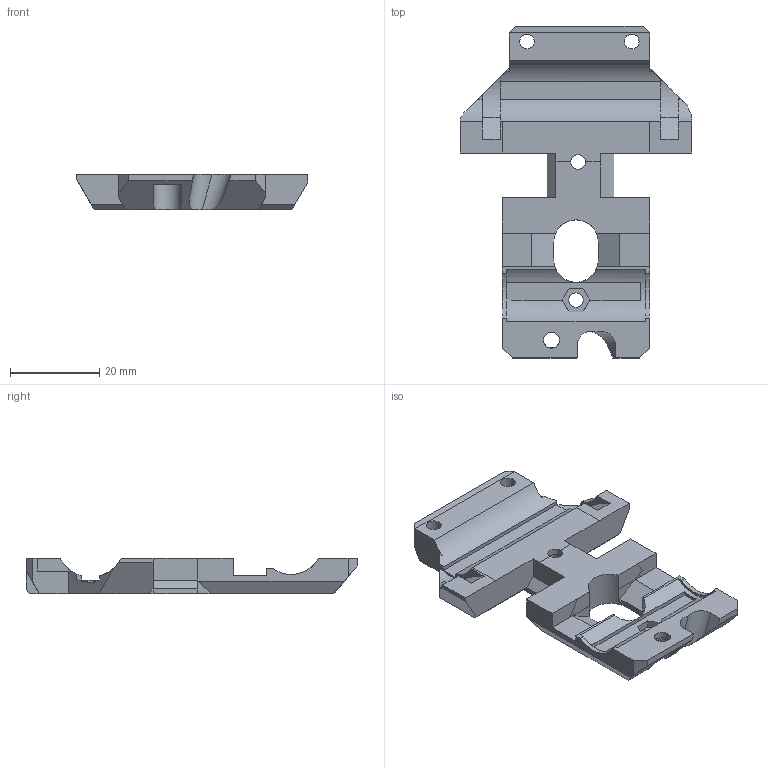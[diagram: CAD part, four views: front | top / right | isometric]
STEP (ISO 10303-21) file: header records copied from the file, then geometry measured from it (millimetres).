
FILE_DESCRIPTION(/* description */ (''),/* implementation_level */ '2;1');
FILE_NAME(/* name */ 'MB-Z10.x-axis.MK3S-x-carriage-back-R7(Mirror).step',/* time_stamp */ '2023-03-27T17:12:27+02:00',/* author */ (''),/* organization */ (''),/* preprocessor_version */ 'ST-DEVELOPER v19.2',/* originating_system */ 'Autodesk Translation Framework v11.17.0.187',/* authorisation */ '');
FILE_SCHEMA (('AUTOMOTIVE_DESIGN { 1 0 10303 214 3 1 1 }'));
Length unit declared in the file: millimetre
Products named in the file (1): MK3S-x-carriage-back-R7(Mirror)
Bounding box: 52 x 74.5 x 8 mm (x, y, z)
Volume: 12578.5 mm3; surface area: 8143 mm2
Topology: 1 solids, 4 shells, 309 faces, 826 edges, 525 vertices
Faces by surface type: plane 286, cylinder 23
Full cylindrical faces by diameter (mm): 3.2 x1, 3.3 x3, 3.6 x1, 6.2 x3
Entity records: 9579 total; most frequent: CARTESIAN_POINT 1747, ORIENTED_EDGE 1652, DIRECTION 1559, EDGE_CURVE 826, LINE 709, VECTOR 709, VERTEX_POINT 525, AXIS2_PLACEMENT_3D 425
